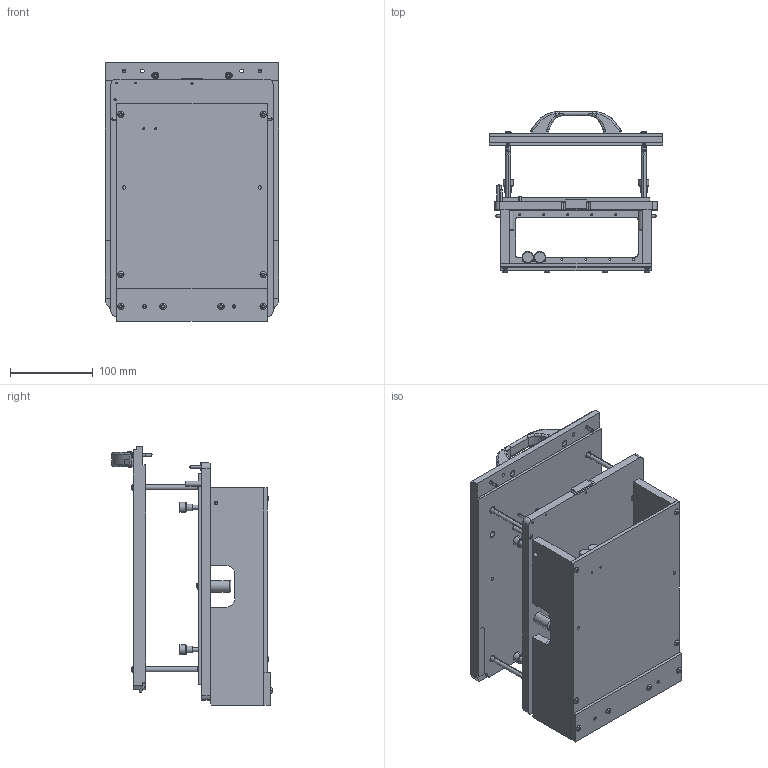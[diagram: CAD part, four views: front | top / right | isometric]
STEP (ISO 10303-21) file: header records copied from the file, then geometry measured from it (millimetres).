
FILE_DESCRIPTION (( 'STEP AP214' ), '1' );
FILE_NAME ('INGUN_45898-KIT.STEP', '2024-02-23T08:32:50', ( '' ), ( '' ), 'SwSTEP 2.0', 'SolidWorks 2021', '' );
FILE_SCHEMA (( 'AUTOMOTIVE_DESIGN' ));
Length unit declared in the file: millimetre
Products named in the file (41): ISO7380~n_M03,0x006; 2229~6; 43627~0_Hub 22,5mm<Standard>; 3699~0; 113165~0_S; 114121~0_S; DIN7991~n_M03,0x006; ISO7380~n_M04,0x020; DIN6325~n_03,0m6x016; DIN6325~n_06,0m6x030; DIN7991~n_M03,0x010 VA; 41369~1_S; 2196~6; Gewindebuchse~n_M05-03,9 offen; 112840~1_S; DIN912~n_M03,0x012; DIN125~n_03,2 M03,0; 32293~0_S; 45884~3_S; 46845~2_S; 41367~6_S; 45885~2; DIN6325~n_03,0m6x024; ISO7380~n_M04,0x012; 45888~2_S; 45716~1_flexibel <S>; 45897~6_S; 46869~0_S; 2393~0_S; 32457~0_S; INGUN_45898-KIT; 45887~2_S; DIN7979~n_04,0m6x020M3; 44408~3_S; Gewindebuchse~n_M04-09,5 offen; 45897~6; 45896~4_ICT Stellung (kontaktiert) <S>; DIN6325~n_04,0m6x016
Assembly tree (85 placements, depth 4):
  INGUN_45898-KIT
    45896~4_ICT Stellung (kontaktiert) <S>
      45897~6_S
        45897~6
        Gewindebuchse~n_M04-09,5 offen  x4
      45884~3_S
        45884~3_S
        Gewindebuchse~n_M05-03,9 offen  x2
      46845~2_S
        46845~2_S
        DIN6325~n_04,0m6x016
      114121~0_S
        114121~0_S
        DIN6325~n_04,0m6x016
      45885~2
      44408~3_S
      45887~2_S
      43627~0_Hub 22,5mm<Standard>  x4
      2196~6  x2
      2229~6  x2
      46869~0_S  x4
      32293~0_S
      113165~0_S
        3699~0
      41367~6_S  x2
      ISO7380~n_M04,0x012  x16
      DIN7991~n_M03,0x010 VA
      DIN6325~n_03,0m6x016
      DIN6325~n_03,0m6x024
      DIN6325~n_04,0m6x016  x4
      DIN6325~n_06,0m6x030
      DIN7991~n_M03,0x006  x2
    45888~2_S
      45716~1_flexibel <S>
        32457~0_S
        DIN7979~n_04,0m6x020M3  x2
        ISO7380~n_M03,0x006  x2
        41369~1_S  x4
        ISO7380~n_M04,0x020  x4
        DIN912~n_M03,0x012  x2
        2393~0_S  x2
        DIN125~n_03,2 M03,0  x2
      112840~1_S
Bounding box: 210 x 194.2 x 313 mm (x, y, z)
Volume: 2268523.8 mm3; surface area: 609789.1 mm2
Topology: 77 solids, 77 shells, 2598 faces, 6083 edges, 3920 vertices
Faces by surface type: plane 1124, cylinder 1058, cone 224, torus 100, bspline 52, sphere 40
Entity records: 44828 total; most frequent: CARTESIAN_POINT 13589, DIRECTION 6411, ORIENTED_EDGE 5606, EDGE_CURVE 2803, AXIS2_PLACEMENT_3D 2524, VERTEX_POINT 1819, EDGE_LOOP 1508, VECTOR 1363
